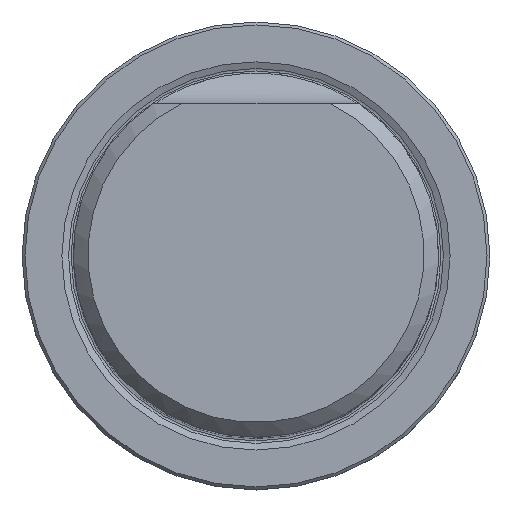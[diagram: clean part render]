
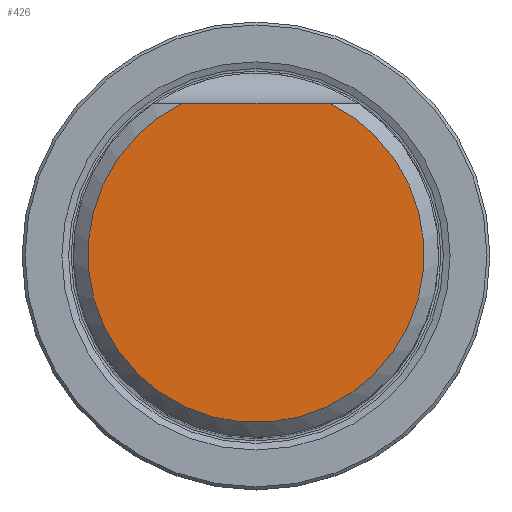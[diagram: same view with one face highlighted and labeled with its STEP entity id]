
A CAD part, top view. The second image highlights one B-rep face of the part: STEP entity #426.
In plain terms, the highlighted planar face has unit normal (0, 0, 1).
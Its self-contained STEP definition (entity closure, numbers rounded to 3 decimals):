
#319=PLANE('',#4459);
#426=ADVANCED_FACE('CU_SU_1',(#719),#319,.F.);
#719=FACE_OUTER_BOUND('',#950,.T.);
#950=EDGE_LOOP('',(#2096,#2097));
#1216=CIRCLE('',#4458,11.497);
#1514=LINE('',#6460,#1734);
#1734=VECTOR('',#5047,1.);
#2096=ORIENTED_EDGE('',*,*,#3675,.F.);
#2097=ORIENTED_EDGE('',*,*,#3676,.F.);
#3255=VERTEX_POINT('',#6458);
#3256=VERTEX_POINT('',#6459);
#3675=EDGE_CURVE('',#3255,#3256,#1216,.T.);
#3676=EDGE_CURVE('',#3256,#3255,#1514,.T.);
#4458=AXIS2_PLACEMENT_3D('',#6457,#5045,#5046);
#4459=AXIS2_PLACEMENT_3D('',#6461,#5048,#5049);
#5045=DIRECTION('',(0.,0.,-1.));
#5046=DIRECTION('',(0.,-1.,0.));
#5047=DIRECTION('',(1.,0.,0.));
#5048=DIRECTION('',(0.,0.,-1.));
#5049=DIRECTION('',(0.,-1.,0.));
#6457=CARTESIAN_POINT('',(0.,0.,56.));
#6458=CARTESIAN_POINT('',(4.999,10.353,56.));
#6459=CARTESIAN_POINT('',(-4.999,10.353,56.));
#6460=CARTESIAN_POINT('',(-12.497,10.353,56.));
#6461=CARTESIAN_POINT('',(0.,0.,56.));
